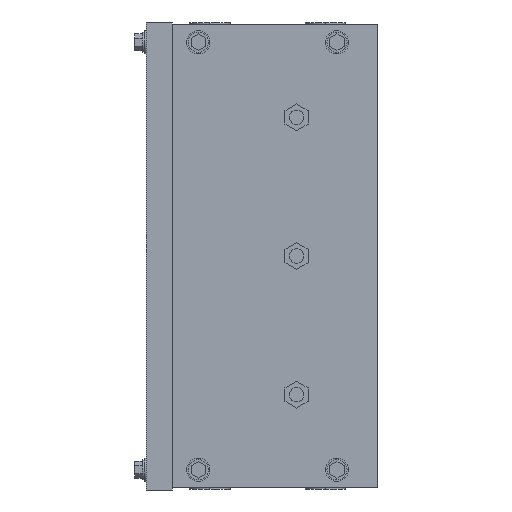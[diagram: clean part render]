
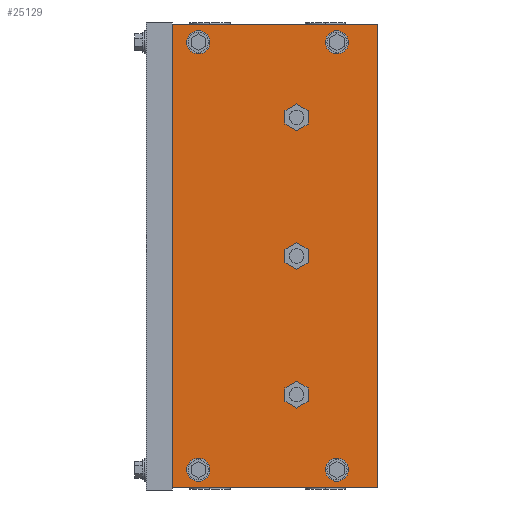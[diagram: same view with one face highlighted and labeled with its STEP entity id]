
A CAD part, left-side view. The second image highlights one B-rep face of the part: STEP entity #25129.
In plain terms, the highlighted planar face has unit normal (-1, 0, 0).
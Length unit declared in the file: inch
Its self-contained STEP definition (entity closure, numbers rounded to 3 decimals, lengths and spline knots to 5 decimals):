
#1483 = ORIENTED_EDGE ( 'NONE', *, *, #18858, .T. ) ;
#1809 = EDGE_CURVE ( 'NONE', #16477, #29550, #26474, .T. ) ;
#1962 = AXIS2_PLACEMENT_3D ( 'NONE', #28453, #25552, #28614 ) ;
#2899 = DIRECTION ( 'NONE',  ( 0., -1., 0. ) ) ;
#3413 = ORIENTED_EDGE ( 'NONE', *, *, #12751, .T. ) ;
#5339 = DIRECTION ( 'NONE',  ( 0., 0., -1. ) ) ;
#5862 = EDGE_CURVE ( 'NONE', #29550, #32016, #14254, .T. ) ;
#6175 = CARTESIAN_POINT ( 'NONE',  ( -6., 0., -5. ) ) ;
#7040 = VECTOR ( 'NONE', #27236, 39.37008 ) ;
#7066 = CARTESIAN_POINT ( 'NONE',  ( -6., 4.4375, 5. ) ) ;
#12554 = VECTOR ( 'NONE', #5339, 39.37008 ) ;
#12751 = EDGE_CURVE ( 'NONE', #31815, #32016, #20423, .T. ) ;
#14143 = CARTESIAN_POINT ( 'NONE',  ( -6., 4.4375, -5. ) ) ;
#14254 = LINE ( 'NONE', #29194, #7040 ) ;
#14582 = CARTESIAN_POINT ( 'NONE',  ( -6., 4.4375, -5. ) ) ;
#16477 = VERTEX_POINT ( 'NONE', #7066 ) ;
#17631 = VECTOR ( 'NONE', #2899, 39.37008 ) ;
#18515 = DIRECTION ( 'NONE',  ( 0., -1., 0. ) ) ;
#18858 = EDGE_CURVE ( 'NONE', #16477, #31815, #19769, .T. ) ;
#19769 = LINE ( 'NONE', #14582, #12554 ) ;
#20423 = LINE ( 'NONE', #29989, #17631 ) ;
#20828 = PLANE ( 'NONE',  #1962 ) ;
#25129 = ADVANCED_FACE ( 'NONE', ( #25859 ), #20828, .T. ) ;
#25552 = DIRECTION ( 'NONE',  ( -1., 0., 0. ) ) ;
#25859 = FACE_OUTER_BOUND ( 'NONE', #28492, .T. ) ;
#25991 = CARTESIAN_POINT ( 'NONE',  ( -6., 4.4375, 5. ) ) ;
#26474 = LINE ( 'NONE', #25991, #27362 ) ;
#27236 = DIRECTION ( 'NONE',  ( 0., 0., -1. ) ) ;
#27362 = VECTOR ( 'NONE', #18515, 39.37008 ) ;
#28453 = CARTESIAN_POINT ( 'NONE',  ( -6., 4.4375, -5. ) ) ;
#28492 = EDGE_LOOP ( 'NONE', ( #28981, #31403, #1483, #3413 ) ) ;
#28614 = DIRECTION ( 'NONE',  ( 0., 0., 1. ) ) ;
#28981 = ORIENTED_EDGE ( 'NONE', *, *, #5862, .F. ) ;
#29194 = CARTESIAN_POINT ( 'NONE',  ( -6., 0., -5. ) ) ;
#29550 = VERTEX_POINT ( 'NONE', #31476 ) ;
#29989 = CARTESIAN_POINT ( 'NONE',  ( -6., 4.4375, -5. ) ) ;
#31403 = ORIENTED_EDGE ( 'NONE', *, *, #1809, .F. ) ;
#31476 = CARTESIAN_POINT ( 'NONE',  ( -6., 0., 5. ) ) ;
#31815 = VERTEX_POINT ( 'NONE', #14143 ) ;
#32016 = VERTEX_POINT ( 'NONE', #6175 ) ;
